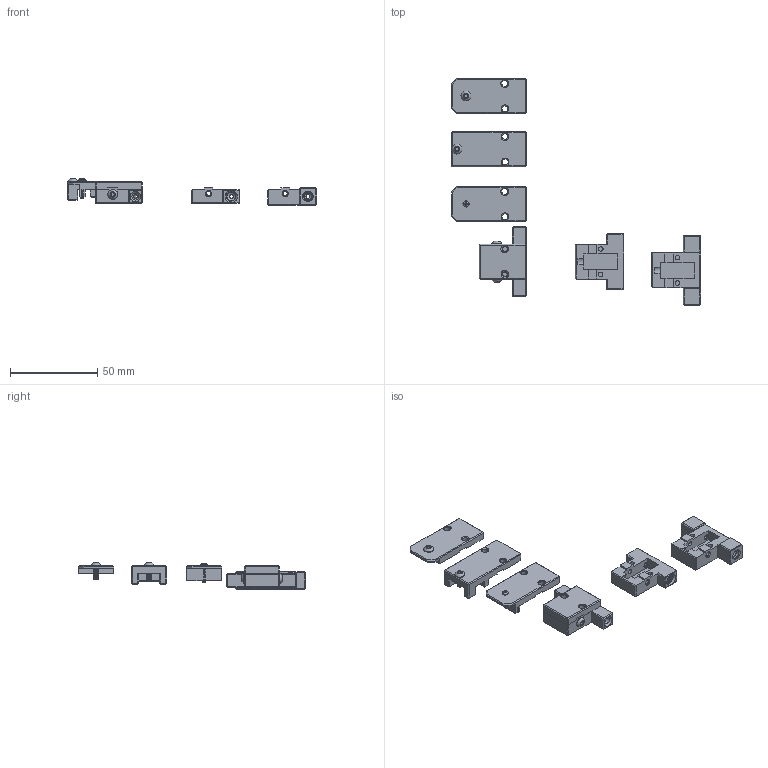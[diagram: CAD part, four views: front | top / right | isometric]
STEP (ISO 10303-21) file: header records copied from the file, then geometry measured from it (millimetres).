
FILE_DESCRIPTION(/* description */ (''),/* implementation_level */ '2;1');
FILE_NAME(/* name */ 'RunoutUnKlicky.step',/* time_stamp */ '2022-07-15T20:47:57+01:00',/* author */ (''),/* organization */ (''),/* preprocessor_version */ 'ST-DEVELOPER v19',/* originating_system */ 'Autodesk Translation Framework v11.7.0.108',/* authorisation */ '');
FILE_SCHEMA (('AUTOMOTIVE_DESIGN { 1 0 10303 214 3 1 1 }'));
Products named in the file (19): RunoutUnKlicky.f3d; Pin; Top; 94500A222_316 Stainless Steel Button Head Hex Drive Screws (2); 94500A222_316 Stainless Steel Button Head Hex Drive Screws (3); Magnet (1); Magnet (2); Top_1515_NoNut; Top_2020 (1); 90380A328_Phillips Rounded Head Thread-Forming Screws (1); 94500A222_316 Stainless Steel Button Head Hex Drive Screws (1) (2); 94500A222_316 Stainless Steel Button Head Hex Drive Screws (1) (3); Top_1515; Roller (1); Base_PC4-M6; Base; Component51; Base_Collet; Component53
Assembly tree (18 placements, depth 2):
  RunoutUnKlicky.f3d
    Pin
    Top
    94500A222_316 Stainless Steel Button Head Hex Drive Screws (2)
    94500A222_316 Stainless Steel Button Head Hex Drive Screws (3)
    Magnet (1)
    Magnet (2)
    Top_1515_NoNut
    Top_2020 (1)
    90380A328_Phillips Rounded Head Thread-Forming Screws (1)
    94500A222_316 Stainless Steel Button Head Hex Drive Screws (1) (2)
    94500A222_316 Stainless Steel Button Head Hex Drive Screws (1) (3)
    Top_1515
    Roller (1)
    Base_PC4-M6
    Base
    Component51
    Base_Collet
    Component53
Bounding box: 143.05 x 130 x 15.2 mm (x, y, z)
Volume: 25015.4 mm3; surface area: 21825.6 mm2
Topology: 17 solids, 17 shells, 792 faces, 2121 edges, 1364 vertices
Faces by surface type: plane 405, cylinder 274, cone 80, bspline 15, torus 13, sphere 5
Full cylindrical faces by diameter (mm): 1.2 x10, 2 x1, 2.2 x6, 2.35 x64, 2.6 x12, 3 x56, 3.5 x11, 4 x4, 5 x2, 5.035 x6, 5.7 x4, 6 x3, 6.147 x2, 8 x2, 8.46 x1
Entity records: 39617 total; most frequent: CARTESIAN_POINT 20292, ORIENTED_EDGE 4242, DIRECTION 3483, EDGE_CURVE 2121, VERTEX_POINT 1364, LINE 1269, VECTOR 1269, AXIS2_PLACEMENT_3D 1107
